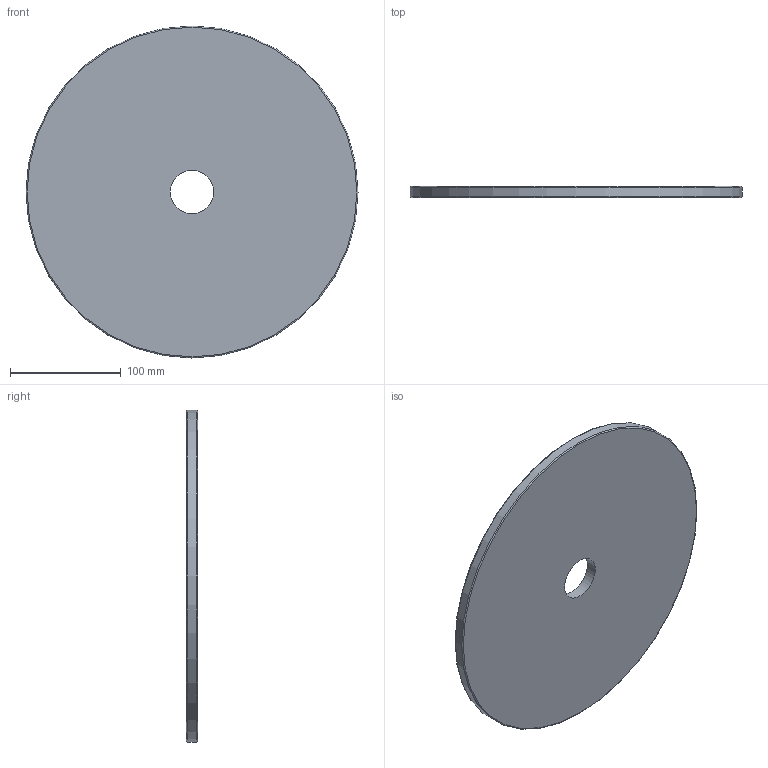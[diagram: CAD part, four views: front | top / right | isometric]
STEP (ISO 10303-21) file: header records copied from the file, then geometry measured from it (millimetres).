
FILE_DESCRIPTION(/* description */ (''),/* implementation_level */ '2;1');
FILE_NAME(/* name */ 'disque.stp',/* time_stamp */ '2020-12-09T16:26:15+01:00',/* author */ ('Jean-Michel'),/* organization */ (''),/* preprocessor_version */ 'ST-DEVELOPER v18.1',/* originating_system */ 'Autodesk Inventor 2021',/* authorisation */ '');
FILE_SCHEMA (('AUTOMOTIVE_DESIGN { 1 0 10303 214 3 1 1 }'));
Length unit declared in the file: millimetre
Products named in the file (1): disque
Bounding box: 300 x 10 x 300 mm (x, y, z)
Volume: 694354.9 mm3; surface area: 148799.7 mm2
Topology: 1 solids, 1 shells, 6 faces, 17 edges, 13 vertices
Faces by surface type: torus 2, cylinder 2, plane 2
Full cylindrical faces by diameter (mm): 39.25 x1, 300 x1
Entity records: 261 total; most frequent: DIRECTION 46, CARTESIAN_POINT 37, ORIENTED_EDGE 34, AXIS2_PLACEMENT_3D 22, EDGE_CURVE 17, CIRCLE 15, VERTEX_POINT 13, EDGE_LOOP 8
